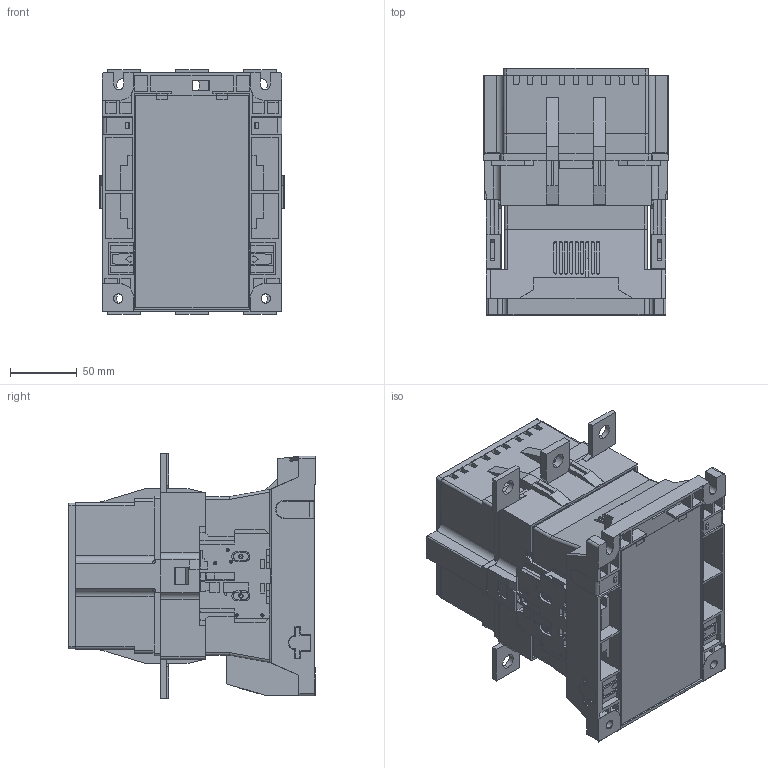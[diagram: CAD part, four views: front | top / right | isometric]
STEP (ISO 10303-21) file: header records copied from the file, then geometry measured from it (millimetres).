
FILE_DESCRIPTION (( 'STEP AP214' ), '1' );
FILE_NAME ('B3TF5322.STEP', '2020-10-09T07:23:07', ( '' ), ( '' ), 'SwSTEP 2.0', 'SolidWorks 2017', '' );
FILE_SCHEMA (( 'AUTOMOTIVE_DESIGN' ));
Length unit declared in the file: millimetre
Products named in the file (3): AUXILARY PARTS; B3TF5322
Assembly tree (3 placements, depth 2):
  B3TF5322
    B3TF5322
    AUXILARY PARTS  x2
Bounding box: 139 x 185.5 x 184.21 mm (x, y, z)
Volume: 1510988.2 mm3; surface area: 354370.1 mm2
Topology: 8 solids, 8 shells, 1666 faces, 4529 edges, 2982 vertices
Faces by surface type: plane 1330, cylinder 300, torus 36
Entity records: 43617 total; most frequent: CARTESIAN_POINT 7811, ORIENTED_EDGE 7596, DIRECTION 7054, EDGE_CURVE 3798, LINE 3266, VECTOR 3266, VERTEX_POINT 2499, AXIS2_PLACEMENT_3D 1894
